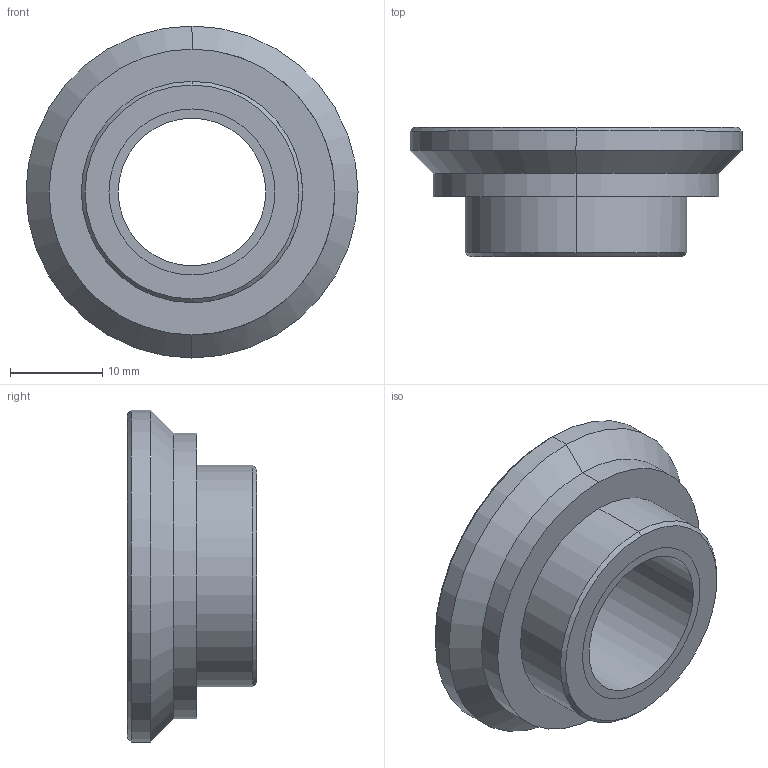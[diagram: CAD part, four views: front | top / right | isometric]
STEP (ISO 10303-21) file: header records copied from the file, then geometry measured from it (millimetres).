
FILE_DESCRIPTION(('STEP AP214'),'1');
FILE_NAME('TR40-C0-M18-Int.stp','2018-05-14T08:41:50',(' '),(' '),'Spatial InterOp 3D',' ',' ');
FILE_SCHEMA(('automotive_design'));
Length unit declared in the file: metre
Products named in the file (2): Int Cap; Filetage interne 
Bounding box: 36 x 14 x 36 mm (x, y, z)
Volume: 6750 mm3; surface area: 4209.7 mm2
Topology: 1 solids, 3 shells, 19 faces, 44 edges, 30 vertices
Faces by surface type: cylinder 10, cone 6, plane 3
Entity records: 756 total; most frequent: DIRECTION 112, CARTESIAN_POINT 95, ORIENTED_EDGE 80, AXIS2_PLACEMENT_3D 47, EDGE_CURVE 44, VERTEX_POINT 30, CIRCLE 26, EDGE_LOOP 22
